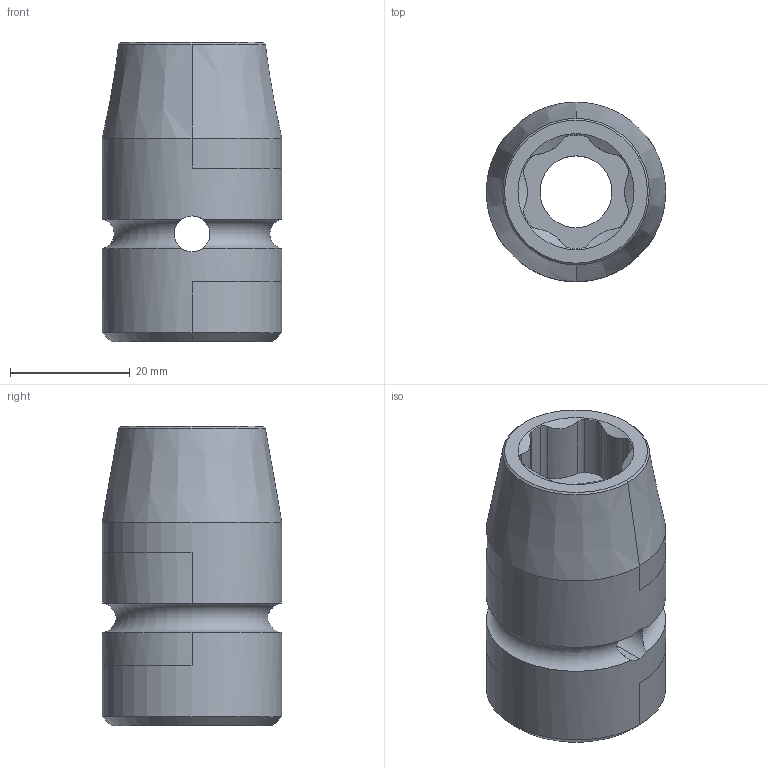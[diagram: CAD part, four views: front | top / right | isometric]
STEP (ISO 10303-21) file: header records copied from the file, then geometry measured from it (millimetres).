
FILE_DESCRIPTION((''),'2;1');
FILE_NAME('4027131216','2023-09-11T13:00:11',('a00565553'),(''),'CREO PARAMETRIC BY PTC INC, 2022414','CREO PARAMETRIC BY PTC INC, 2022414','');
FILE_SCHEMA(('CONFIG_CONTROL_DESIGN','GEOMETRIC_VALIDATION_PROPERTIES_MIM'));
Length unit declared in the file: millimetre
Products named in the file (1): 4027131216
Bounding box: 30 x 30 x 50 mm (x, y, z)
Volume: 22679.5 mm3; surface area: 8137.4 mm2
Topology: 1 solids, 1 shells, 62 faces, 178 edges, 118 vertices
Faces by surface type: cylinder 40, cone 12, plane 8, torus 2
Entity records: 2428 total; most frequent: CARTESIAN_POINT 668, ORIENTED_EDGE 356, DIRECTION 344, EDGE_CURVE 178, AXIS2_PLACEMENT_3D 140, VERTEX_POINT 118, CIRCLE 78, EDGE_LOOP 68
